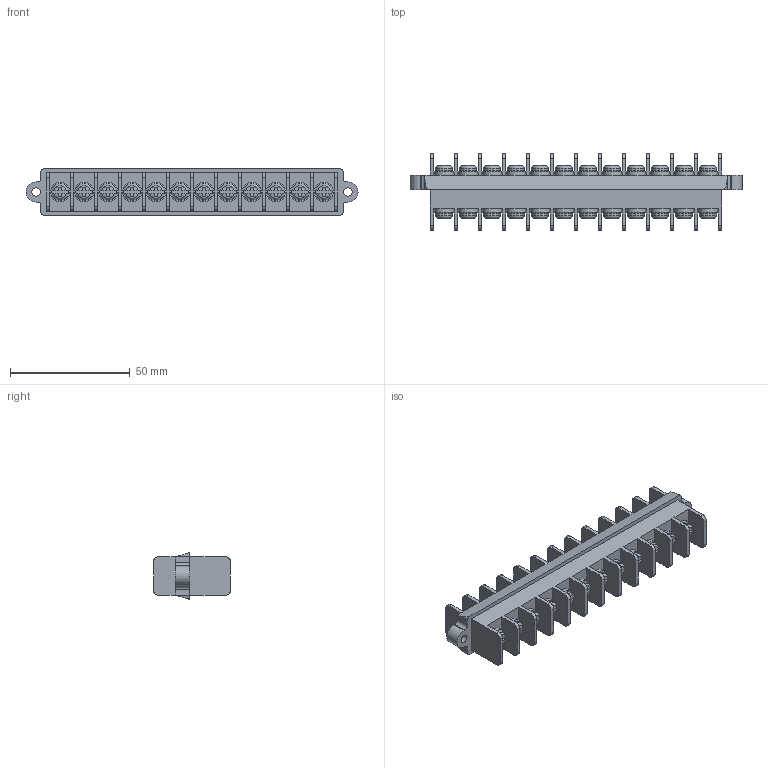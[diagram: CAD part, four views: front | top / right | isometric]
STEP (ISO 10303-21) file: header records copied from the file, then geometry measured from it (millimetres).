
FILE_DESCRIPTION((''),'2;1');
FILE_NAME('2-5-12','2024-02-21T',('dell'),(''),'PRO/ENGINEER BY PARAMETRIC TECHNOLOGY CORPORATION, 2013230','PRO/ENGINEER BY PARAMETRIC TECHNOLOGY CORPORATION, 2013230','');
FILE_SCHEMA(('AUTOMOTIVE_DESIGN { 1 0 10303 214 1 1 1 1 }'));
Length unit declared in the file: millimetre
Products named in the file (1): 2-5-12
Bounding box: 138.4 x 32 x 19.5 mm (x, y, z)
Volume: 38243.8 mm3; surface area: 22948.9 mm2
Topology: 1 solids, 1 shells, 863 faces, 2162 edges, 1328 vertices
Faces by surface type: plane 409, cylinder 214, bspline 96, cone 48, torus 48, sphere 48
Entity records: 28854 total; most frequent: CARTESIAN_POINT 8027, DIRECTION 4548, ORIENTED_EDGE 4324, EDGE_CURVE 2162, AXIS2_PLACEMENT_3D 1743, VERTEX_POINT 1328, VECTOR 1062, LINE 1062
